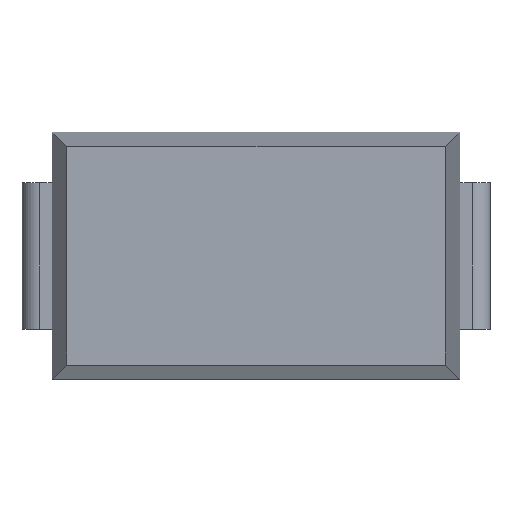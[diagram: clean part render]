
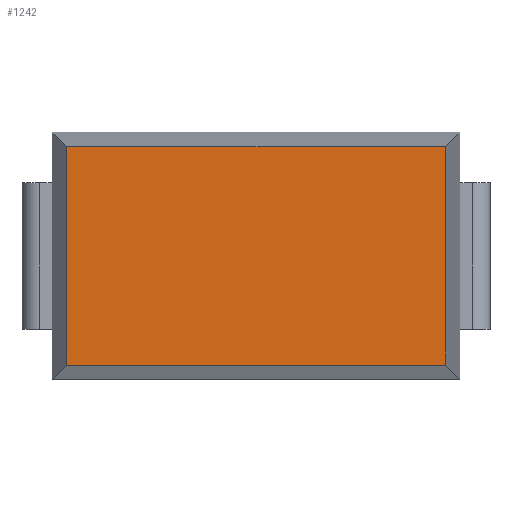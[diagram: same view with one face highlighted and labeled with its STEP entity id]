
A CAD part, top view. The second image highlights one B-rep face of the part: STEP entity #1242.
In plain terms, the highlighted planar face has unit normal (0, 0, 1).
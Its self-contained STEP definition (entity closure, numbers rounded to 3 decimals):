
#24 = CARTESIAN_POINT ( 'NONE',  ( 2.137, 1.395, 2.49 ) ) ;
#101 = EDGE_CURVE ( 'NONE', #365, #330, #867, .T. ) ;
#139 = CARTESIAN_POINT ( 'NONE',  ( 2.137, -1.232, 2.49 ) ) ;
#172 = CARTESIAN_POINT ( 'NONE',  ( -2.137, 1.232, 2.49 ) ) ;
#184 = ORIENTED_EDGE ( 'NONE', *, *, #204, .T. ) ;
#204 = EDGE_CURVE ( 'NONE', #830, #365, #978, .T. ) ;
#256 = ORIENTED_EDGE ( 'NONE', *, *, #945, .T. ) ;
#259 = VECTOR ( 'NONE', #553, 1000. ) ;
#330 = VERTEX_POINT ( 'NONE', #872 ) ;
#364 = DIRECTION ( 'NONE',  ( 0., -1., 0. ) ) ;
#365 = VERTEX_POINT ( 'NONE', #172 ) ;
#369 = FACE_OUTER_BOUND ( 'NONE', #1024, .T. ) ;
#430 = LINE ( 'NONE', #24, #1128 ) ;
#491 = CARTESIAN_POINT ( 'NONE',  ( 0., 0., 2.49 ) ) ;
#543 = DIRECTION ( 'NONE',  ( -1., 0., 0. ) ) ;
#553 = DIRECTION ( 'NONE',  ( 1., 0., 0. ) ) ;
#597 = CARTESIAN_POINT ( 'NONE',  ( 2.137, 1.232, 2.49 ) ) ;
#604 = VERTEX_POINT ( 'NONE', #139 ) ;
#671 = CARTESIAN_POINT ( 'NONE',  ( -2.137, -1.395, 2.49 ) ) ;
#672 = ORIENTED_EDGE ( 'NONE', *, *, #1119, .T. ) ;
#677 = CARTESIAN_POINT ( 'NONE',  ( -2.3, 1.232, 2.49 ) ) ;
#707 = PLANE ( 'NONE',  #843 ) ;
#715 = VECTOR ( 'NONE', #543, 1000. ) ;
#817 = DIRECTION ( 'NONE',  ( 0., 0., 1. ) ) ;
#830 = VERTEX_POINT ( 'NONE', #597 ) ;
#843 = AXIS2_PLACEMENT_3D ( 'NONE', #491, #817, #1012 ) ;
#865 = VECTOR ( 'NONE', #364, 1000. ) ;
#867 = LINE ( 'NONE', #671, #865 ) ;
#872 = CARTESIAN_POINT ( 'NONE',  ( -2.137, -1.232, 2.49 ) ) ;
#945 = EDGE_CURVE ( 'NONE', #330, #604, #1144, .T. ) ;
#978 = LINE ( 'NONE', #677, #715 ) ;
#1012 = DIRECTION ( 'NONE',  ( 1., 0., 0. ) ) ;
#1024 = EDGE_LOOP ( 'NONE', ( #672, #184, #1029, #256 ) ) ;
#1029 = ORIENTED_EDGE ( 'NONE', *, *, #101, .T. ) ;
#1063 = DIRECTION ( 'NONE',  ( 0., 1., 0. ) ) ;
#1119 = EDGE_CURVE ( 'NONE', #604, #830, #430, .T. ) ;
#1128 = VECTOR ( 'NONE', #1063, 1000. ) ;
#1144 = LINE ( 'NONE', #1160, #259 ) ;
#1160 = CARTESIAN_POINT ( 'NONE',  ( 2.3, -1.232, 2.49 ) ) ;
#1242 = ADVANCED_FACE ( 'NONE', ( #369 ), #707, .T. ) ;
